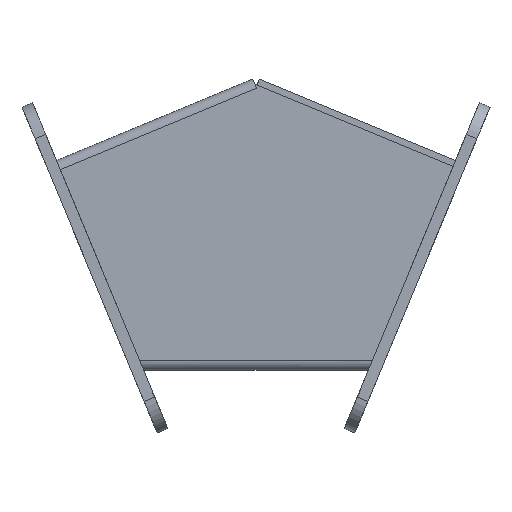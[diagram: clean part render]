
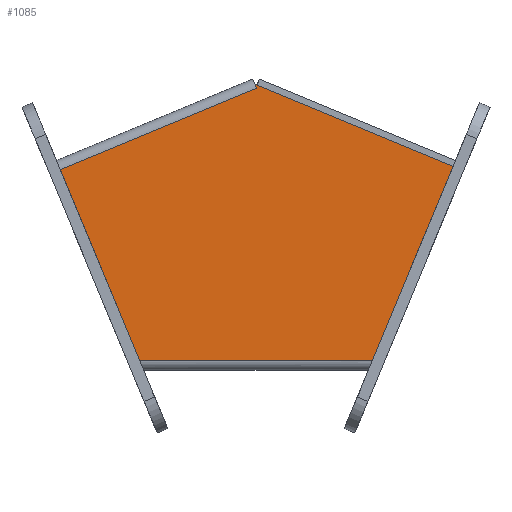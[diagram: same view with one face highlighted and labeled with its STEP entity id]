
A CAD part, front view. The second image highlights one B-rep face of the part: STEP entity #1085.
In plain terms, the highlighted planar face has unit normal (0, -1, 0).
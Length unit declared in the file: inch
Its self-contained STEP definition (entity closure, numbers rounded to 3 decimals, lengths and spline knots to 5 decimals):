
#28 = CARTESIAN_POINT ( 'NONE',  ( 0.00494, -1.25, 3.09807 ) ) ;
#64 = EDGE_CURVE ( 'NONE', #2538, #1720, #2276, .T. ) ;
#103 = LINE ( 'NONE', #517, #218 ) ;
#135 = EDGE_LOOP ( 'NONE', ( #175, #434, #1798, #2067, #1401, #1403, #2116, #1140 ) ) ;
#161 = AXIS2_PLACEMENT_3D ( 'NONE', #470, #1062, #879 ) ;
#175 = ORIENTED_EDGE ( 'NONE', *, *, #1424, .T. ) ;
#179 = CARTESIAN_POINT ( 'NONE',  ( 0., -1.25, 3.135 ) ) ;
#188 = EDGE_CURVE ( 'NONE', #1720, #1072, #103, .T. ) ;
#192 = DIRECTION ( 'NONE',  ( -0.924, 0., 0.383 ) ) ;
#218 = VECTOR ( 'NONE', #1501, 39.37008 ) ;
#220 = CARTESIAN_POINT ( 'NONE',  ( 2.1645, -1.25, 2.23632 ) ) ;
#246 = LINE ( 'NONE', #220, #1082 ) ;
#261 = CARTESIAN_POINT ( 'NONE',  ( -1.28084, -1.25, 0.108 ) ) ;
#278 = CARTESIAN_POINT ( 'NONE',  ( -0.00884, -1.25, 3.13133 ) ) ;
#410 = CARTESIAN_POINT ( 'NONE',  ( 2.1645, -1.25, 2.23632 ) ) ;
#434 = ORIENTED_EDGE ( 'NONE', *, *, #2485, .T. ) ;
#466 = DIRECTION ( 'NONE',  ( -0.924, 0., -0.383 ) ) ;
#470 = CARTESIAN_POINT ( 'NONE',  ( -2.1645, -1.25, 3.135 ) ) ;
#495 = CARTESIAN_POINT ( 'NONE',  ( 1.28084, -1.25, 0.108 ) ) ;
#517 = CARTESIAN_POINT ( 'NONE',  ( -1.236, -1.25, 0. ) ) ;
#548 = DIRECTION ( 'NONE',  ( 0.383, 0., -0.924 ) ) ;
#665 = CARTESIAN_POINT ( 'NONE',  ( -2.1507, -1.25, 2.20307 ) ) ;
#716 = CARTESIAN_POINT ( 'NONE',  ( -0.00884, -1.25, 3.13133 ) ) ;
#774 = VECTOR ( 'NONE', #548, 39.37008 ) ;
#829 = EDGE_CURVE ( 'NONE', #1322, #1681, #1757, .T. ) ;
#879 = DIRECTION ( 'NONE',  ( 0., 0., -1. ) ) ;
#916 = VERTEX_POINT ( 'NONE', #410 ) ;
#1062 = DIRECTION ( 'NONE',  ( 0., -1., 0. ) ) ;
#1072 = VERTEX_POINT ( 'NONE', #261 ) ;
#1077 = VERTEX_POINT ( 'NONE', #495 ) ;
#1082 = VECTOR ( 'NONE', #2416, 39.37008 ) ;
#1085 = ADVANCED_FACE ( 'NONE', ( #2112 ), #1100, .T. ) ;
#1100 = PLANE ( 'NONE',  #161 ) ;
#1140 = ORIENTED_EDGE ( 'NONE', *, *, #829, .T. ) ;
#1157 = DIRECTION ( 'NONE',  ( -0.924, 0., -0.383 ) ) ;
#1217 = VERTEX_POINT ( 'NONE', #1313 ) ;
#1313 = CARTESIAN_POINT ( 'NONE',  ( 0.00497, -1.25, 3.09808 ) ) ;
#1322 = VERTEX_POINT ( 'NONE', #179 ) ;
#1332 = VECTOR ( 'NONE', #1612, 39.37008 ) ;
#1366 = CARTESIAN_POINT ( 'NONE',  ( 0., -1.25, 3.135 ) ) ;
#1401 = ORIENTED_EDGE ( 'NONE', *, *, #1885, .T. ) ;
#1403 = ORIENTED_EDGE ( 'NONE', *, *, #2561, .T. ) ;
#1418 = CARTESIAN_POINT ( 'NONE',  ( 0.00489, -1.25, 3.09805 ) ) ;
#1424 = EDGE_CURVE ( 'NONE', #1681, #1217, #2558, .T. ) ;
#1446 = CARTESIAN_POINT ( 'NONE',  ( 0.00489, -1.25, 3.09805 ) ) ;
#1457 = CARTESIAN_POINT ( 'NONE',  ( 0.00497, -1.25, 3.09808 ) ) ;
#1501 = DIRECTION ( 'NONE',  ( 0.383, 0., -0.924 ) ) ;
#1543 = CARTESIAN_POINT ( 'NONE',  ( -2.1645, -1.25, 2.23632 ) ) ;
#1612 = DIRECTION ( 'NONE',  ( 1., 0., 0. ) ) ;
#1657 = VECTOR ( 'NONE', #466, 39.37008 ) ;
#1681 = VERTEX_POINT ( 'NONE', #278 ) ;
#1720 = VERTEX_POINT ( 'NONE', #665 ) ;
#1757 = LINE ( 'NONE', #1543, #2576 ) ;
#1769 = LINE ( 'NONE', #1366, #2568 ) ;
#1786 = CARTESIAN_POINT ( 'NONE',  ( -2.1645, -1.25, 0.108 ) ) ;
#1798 = ORIENTED_EDGE ( 'NONE', *, *, #64, .T. ) ;
#1885 = EDGE_CURVE ( 'NONE', #1072, #1077, #2365, .T. ) ;
#1990 = CARTESIAN_POINT ( 'NONE',  ( 0.00489, -1.25, 3.09805 ) ) ;
#2002 = B_SPLINE_CURVE_WITH_KNOTS ( 'NONE', 3,
 ( #1457, #28, #2032, #1418 ),
 .UNSPECIFIED., .F., .F.,
 ( 4, 4 ),
 ( 0., 1. ),
 .UNSPECIFIED. ) ;
#2032 = CARTESIAN_POINT ( 'NONE',  ( 0.00492, -1.25, 3.09806 ) ) ;
#2067 = ORIENTED_EDGE ( 'NONE', *, *, #188, .T. ) ;
#2112 = FACE_OUTER_BOUND ( 'NONE', #135, .T. ) ;
#2116 = ORIENTED_EDGE ( 'NONE', *, *, #2346, .T. ) ;
#2276 = LINE ( 'NONE', #1990, #1657 ) ;
#2346 = EDGE_CURVE ( 'NONE', #916, #1322, #1769, .T. ) ;
#2365 = LINE ( 'NONE', #1786, #1332 ) ;
#2416 = DIRECTION ( 'NONE',  ( 0.383, 0., 0.924 ) ) ;
#2485 = EDGE_CURVE ( 'NONE', #1217, #2538, #2002, .T. ) ;
#2538 = VERTEX_POINT ( 'NONE', #1446 ) ;
#2558 = LINE ( 'NONE', #716, #774 ) ;
#2561 = EDGE_CURVE ( 'NONE', #1077, #916, #246, .T. ) ;
#2568 = VECTOR ( 'NONE', #192, 39.37008 ) ;
#2576 = VECTOR ( 'NONE', #1157, 39.37008 ) ;
